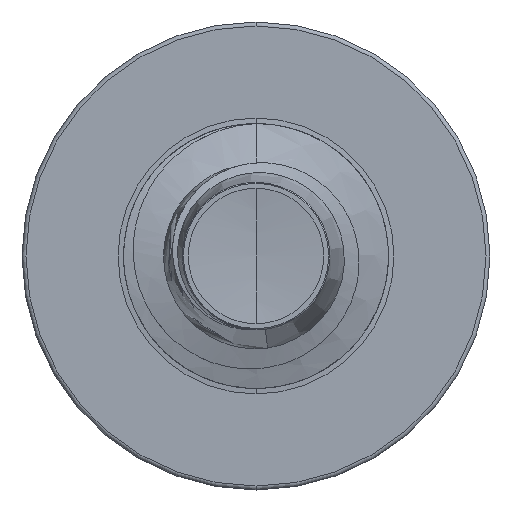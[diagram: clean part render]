
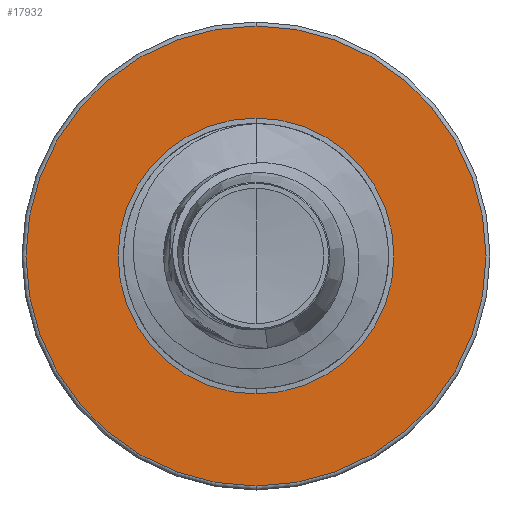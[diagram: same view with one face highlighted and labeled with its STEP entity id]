
A CAD part, front view. The second image highlights one B-rep face of the part: STEP entity #17932.
In plain terms, the highlighted planar face has unit normal (0, -1, 0).
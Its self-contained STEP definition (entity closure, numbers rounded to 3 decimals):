
#170 = DIRECTION ( 'NONE',  ( 0., 1., 0. ) ) ;
#852 = EDGE_LOOP ( 'NONE', ( #11242, #17982 ) ) ;
#2640 = AXIS2_PLACEMENT_3D ( 'NONE', #4703, #14983, #6650 ) ;
#2880 = ORIENTED_EDGE ( 'NONE', *, *, #16478, .T. ) ;
#3014 = CARTESIAN_POINT ( 'NONE',  ( 0., 12.5, 1.562 ) ) ;
#3115 = VERTEX_POINT ( 'NONE', #9342 ) ;
#4054 = DIRECTION ( 'NONE',  ( 0., 0., 1. ) ) ;
#4077 = DIRECTION ( 'NONE',  ( 0., 1., 0. ) ) ;
#4111 = CARTESIAN_POINT ( 'NONE',  ( 0., 12.5, 0. ) ) ;
#4160 = DIRECTION ( 'NONE',  ( 0., 1., 0. ) ) ;
#4251 = CARTESIAN_POINT ( 'NONE',  ( 0., 12.5, 0. ) ) ;
#4422 = EDGE_LOOP ( 'NONE', ( #2880, #11649 ) ) ;
#4703 = CARTESIAN_POINT ( 'NONE',  ( 0., 12.5, -1.562 ) ) ;
#4714 = AXIS2_PLACEMENT_3D ( 'NONE', #10879, #170, #12190 ) ;
#4790 = PLANE ( 'NONE',  #2640 ) ;
#5763 = CIRCLE ( 'NONE', #6274, 1.562 ) ;
#6166 = DIRECTION ( 'NONE',  ( 0., 0., 1. ) ) ;
#6274 = AXIS2_PLACEMENT_3D ( 'NONE', #4251, #14656, #6166 ) ;
#6314 = AXIS2_PLACEMENT_3D ( 'NONE', #13352, #4160, #14602 ) ;
#6650 = DIRECTION ( 'NONE',  ( 0., 0., 1. ) ) ;
#7252 = VERTEX_POINT ( 'NONE', #9128 ) ;
#7436 = EDGE_CURVE ( 'NONE', #7252, #9203, #19225, .T. ) ;
#8507 = AXIS2_PLACEMENT_3D ( 'NONE', #4111, #4077, #4054 ) ;
#8695 = CARTESIAN_POINT ( 'NONE',  ( 0., 12.5, -2.605 ) ) ;
#9128 = CARTESIAN_POINT ( 'NONE',  ( 0., 12.5, 2.605 ) ) ;
#9203 = VERTEX_POINT ( 'NONE', #8695 ) ;
#9342 = CARTESIAN_POINT ( 'NONE',  ( 0., 12.5, -1.562 ) ) ;
#10879 = CARTESIAN_POINT ( 'NONE',  ( 0., 12.5, 0. ) ) ;
#11242 = ORIENTED_EDGE ( 'NONE', *, *, #7436, .F. ) ;
#11649 = ORIENTED_EDGE ( 'NONE', *, *, #14453, .T. ) ;
#12190 = DIRECTION ( 'NONE',  ( 0., 0., 1. ) ) ;
#13182 = CIRCLE ( 'NONE', #6314, 2.605 ) ;
#13329 = FACE_BOUND ( 'NONE', #4422, .T. ) ;
#13352 = CARTESIAN_POINT ( 'NONE',  ( 0., 12.5, 0. ) ) ;
#13712 = FACE_OUTER_BOUND ( 'NONE', #852, .T. ) ;
#14223 = VERTEX_POINT ( 'NONE', #3014 ) ;
#14408 = EDGE_CURVE ( 'NONE', #9203, #7252, #13182, .T. ) ;
#14453 = EDGE_CURVE ( 'NONE', #3115, #14223, #5763, .T. ) ;
#14602 = DIRECTION ( 'NONE',  ( 0., 0., 1. ) ) ;
#14656 = DIRECTION ( 'NONE',  ( 0., 1., 0. ) ) ;
#14983 = DIRECTION ( 'NONE',  ( 0., 1., 0. ) ) ;
#16478 = EDGE_CURVE ( 'NONE', #14223, #3115, #18195, .T. ) ;
#17932 = ADVANCED_FACE ( 'NONE', ( #13712, #13329 ), #4790, .F. ) ;
#17982 = ORIENTED_EDGE ( 'NONE', *, *, #14408, .F. ) ;
#18195 = CIRCLE ( 'NONE', #4714, 1.562 ) ;
#19225 = CIRCLE ( 'NONE', #8507, 2.605 ) ;
